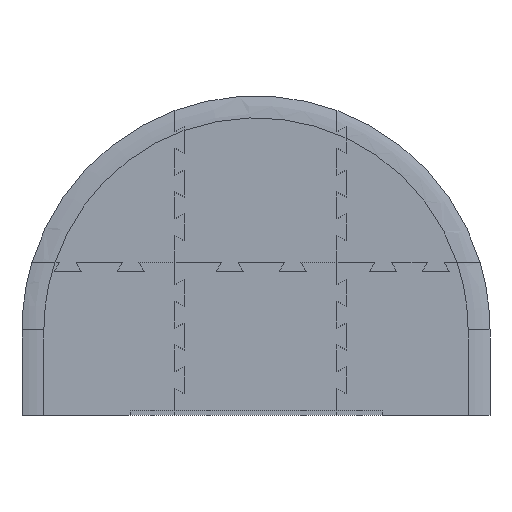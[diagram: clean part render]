
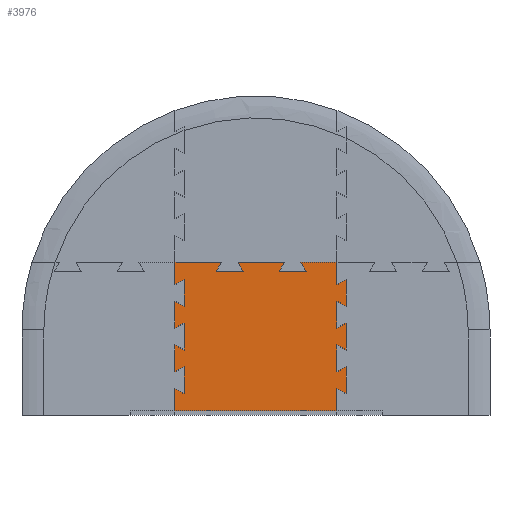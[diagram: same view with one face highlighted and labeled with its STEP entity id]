
A CAD part, top view. The second image highlights one B-rep face of the part: STEP entity #3976.
In plain terms, the highlighted planar face has unit normal (0, 0, 1).
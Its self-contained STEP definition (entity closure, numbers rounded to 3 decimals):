
#129=PLANE('',#4217);
#348=FACE_OUTER_BOUND('',#558,.T.);
#558=EDGE_LOOP('',(#3243,#3244,#3245,#3246,#3247,#3248,#3249,#3250,#3251,
#3252,#3253,#3254,#3255,#3256,#3257,#3258,#3259,#3260,#3261,#3262,#3263,
#3264,#3265,#3266,#3267,#3268,#3269,#3270,#3271,#3272,#3273,#3274,#3275,
#3276,#3277,#3278));
#825=LINE('',#5745,#1355);
#837=LINE('',#5770,#1367);
#840=LINE('',#5776,#1370);
#843=LINE('',#5782,#1373);
#846=LINE('',#5788,#1376);
#849=LINE('',#5794,#1379);
#852=LINE('',#5800,#1382);
#855=LINE('',#5806,#1385);
#858=LINE('',#5812,#1388);
#861=LINE('',#5818,#1391);
#864=LINE('',#5824,#1394);
#867=LINE('',#5830,#1397);
#870=LINE('',#5836,#1400);
#873=LINE('',#5842,#1403);
#876=LINE('',#5848,#1406);
#879=LINE('',#5854,#1409);
#882=LINE('',#5860,#1412);
#885=LINE('',#5866,#1415);
#888=LINE('',#5872,#1418);
#891=LINE('',#5878,#1421);
#894=LINE('',#5884,#1424);
#897=LINE('',#5890,#1427);
#900=LINE('',#5896,#1430);
#903=LINE('',#5902,#1433);
#906=LINE('',#5908,#1436);
#909=LINE('',#5914,#1439);
#912=LINE('',#5920,#1442);
#915=LINE('',#5926,#1445);
#918=LINE('',#5932,#1448);
#921=LINE('',#5938,#1451);
#924=LINE('',#5944,#1454);
#927=LINE('',#5950,#1457);
#930=LINE('',#5956,#1460);
#933=LINE('',#5962,#1463);
#936=LINE('',#5966,#1466);
#938=LINE('',#5969,#1468);
#1355=VECTOR('',#4668,10.);
#1367=VECTOR('',#4686,10.);
#1370=VECTOR('',#4691,10.);
#1373=VECTOR('',#4696,10.);
#1376=VECTOR('',#4701,10.);
#1379=VECTOR('',#4706,10.);
#1382=VECTOR('',#4711,10.);
#1385=VECTOR('',#4716,10.);
#1388=VECTOR('',#4721,10.);
#1391=VECTOR('',#4726,10.);
#1394=VECTOR('',#4731,10.);
#1397=VECTOR('',#4736,10.);
#1400=VECTOR('',#4741,10.);
#1403=VECTOR('',#4746,10.);
#1406=VECTOR('',#4751,10.);
#1409=VECTOR('',#4756,10.);
#1412=VECTOR('',#4761,10.);
#1415=VECTOR('',#4766,10.);
#1418=VECTOR('',#4771,10.);
#1421=VECTOR('',#4776,10.);
#1424=VECTOR('',#4781,10.);
#1427=VECTOR('',#4786,10.);
#1430=VECTOR('',#4791,10.);
#1433=VECTOR('',#4796,10.);
#1436=VECTOR('',#4801,10.);
#1439=VECTOR('',#4806,10.);
#1442=VECTOR('',#4811,10.);
#1445=VECTOR('',#4816,10.);
#1448=VECTOR('',#4821,10.);
#1451=VECTOR('',#4826,10.);
#1454=VECTOR('',#4831,10.);
#1457=VECTOR('',#4836,10.);
#1460=VECTOR('',#4841,10.);
#1463=VECTOR('',#4846,10.);
#1466=VECTOR('',#4851,10.);
#1468=VECTOR('',#4855,10.);
#1875=VERTEX_POINT('',#5743);
#1876=VERTEX_POINT('',#5744);
#1885=VERTEX_POINT('',#5767);
#1886=VERTEX_POINT('',#5769);
#1888=VERTEX_POINT('',#5775);
#1890=VERTEX_POINT('',#5781);
#1892=VERTEX_POINT('',#5787);
#1894=VERTEX_POINT('',#5793);
#1896=VERTEX_POINT('',#5799);
#1898=VERTEX_POINT('',#5805);
#1900=VERTEX_POINT('',#5811);
#1902=VERTEX_POINT('',#5817);
#1904=VERTEX_POINT('',#5823);
#1906=VERTEX_POINT('',#5829);
#1908=VERTEX_POINT('',#5835);
#1910=VERTEX_POINT('',#5841);
#1912=VERTEX_POINT('',#5847);
#1914=VERTEX_POINT('',#5853);
#1916=VERTEX_POINT('',#5859);
#1918=VERTEX_POINT('',#5865);
#1920=VERTEX_POINT('',#5871);
#1922=VERTEX_POINT('',#5877);
#1924=VERTEX_POINT('',#5883);
#1926=VERTEX_POINT('',#5889);
#1928=VERTEX_POINT('',#5895);
#1930=VERTEX_POINT('',#5901);
#1932=VERTEX_POINT('',#5907);
#1934=VERTEX_POINT('',#5913);
#1936=VERTEX_POINT('',#5919);
#1938=VERTEX_POINT('',#5925);
#1940=VERTEX_POINT('',#5931);
#1942=VERTEX_POINT('',#5937);
#1944=VERTEX_POINT('',#5943);
#1946=VERTEX_POINT('',#5949);
#1948=VERTEX_POINT('',#5955);
#1950=VERTEX_POINT('',#5961);
#2322=EDGE_CURVE('',#1875,#1876,#825,.T.);
#2334=EDGE_CURVE('',#1886,#1885,#837,.T.);
#2337=EDGE_CURVE('',#1888,#1886,#840,.T.);
#2340=EDGE_CURVE('',#1890,#1888,#843,.T.);
#2343=EDGE_CURVE('',#1892,#1890,#846,.T.);
#2346=EDGE_CURVE('',#1894,#1892,#849,.T.);
#2349=EDGE_CURVE('',#1896,#1894,#852,.T.);
#2352=EDGE_CURVE('',#1898,#1896,#855,.T.);
#2355=EDGE_CURVE('',#1900,#1898,#858,.T.);
#2358=EDGE_CURVE('',#1902,#1900,#861,.T.);
#2361=EDGE_CURVE('',#1904,#1902,#864,.T.);
#2364=EDGE_CURVE('',#1906,#1904,#867,.T.);
#2367=EDGE_CURVE('',#1908,#1906,#870,.T.);
#2370=EDGE_CURVE('',#1910,#1908,#873,.T.);
#2373=EDGE_CURVE('',#1912,#1910,#876,.T.);
#2376=EDGE_CURVE('',#1914,#1912,#879,.T.);
#2379=EDGE_CURVE('',#1916,#1914,#882,.T.);
#2382=EDGE_CURVE('',#1918,#1916,#885,.T.);
#2385=EDGE_CURVE('',#1920,#1918,#888,.T.);
#2388=EDGE_CURVE('',#1922,#1920,#891,.T.);
#2391=EDGE_CURVE('',#1924,#1922,#894,.T.);
#2394=EDGE_CURVE('',#1926,#1924,#897,.T.);
#2397=EDGE_CURVE('',#1928,#1926,#900,.T.);
#2400=EDGE_CURVE('',#1930,#1928,#903,.T.);
#2403=EDGE_CURVE('',#1932,#1930,#906,.T.);
#2406=EDGE_CURVE('',#1934,#1932,#909,.T.);
#2409=EDGE_CURVE('',#1936,#1934,#912,.T.);
#2412=EDGE_CURVE('',#1938,#1936,#915,.T.);
#2415=EDGE_CURVE('',#1940,#1938,#918,.T.);
#2418=EDGE_CURVE('',#1942,#1940,#921,.T.);
#2421=EDGE_CURVE('',#1944,#1942,#924,.T.);
#2424=EDGE_CURVE('',#1946,#1944,#927,.T.);
#2427=EDGE_CURVE('',#1948,#1946,#930,.T.);
#2430=EDGE_CURVE('',#1950,#1948,#933,.T.);
#2433=EDGE_CURVE('',#1876,#1950,#936,.T.);
#2435=EDGE_CURVE('',#1885,#1875,#938,.T.);
#3243=ORIENTED_EDGE('',*,*,#2435,.T.);
#3244=ORIENTED_EDGE('',*,*,#2322,.T.);
#3245=ORIENTED_EDGE('',*,*,#2433,.T.);
#3246=ORIENTED_EDGE('',*,*,#2430,.T.);
#3247=ORIENTED_EDGE('',*,*,#2427,.T.);
#3248=ORIENTED_EDGE('',*,*,#2424,.T.);
#3249=ORIENTED_EDGE('',*,*,#2421,.T.);
#3250=ORIENTED_EDGE('',*,*,#2418,.T.);
#3251=ORIENTED_EDGE('',*,*,#2415,.T.);
#3252=ORIENTED_EDGE('',*,*,#2412,.T.);
#3253=ORIENTED_EDGE('',*,*,#2409,.T.);
#3254=ORIENTED_EDGE('',*,*,#2406,.T.);
#3255=ORIENTED_EDGE('',*,*,#2403,.T.);
#3256=ORIENTED_EDGE('',*,*,#2400,.T.);
#3257=ORIENTED_EDGE('',*,*,#2397,.T.);
#3258=ORIENTED_EDGE('',*,*,#2394,.T.);
#3259=ORIENTED_EDGE('',*,*,#2391,.T.);
#3260=ORIENTED_EDGE('',*,*,#2388,.T.);
#3261=ORIENTED_EDGE('',*,*,#2385,.T.);
#3262=ORIENTED_EDGE('',*,*,#2382,.T.);
#3263=ORIENTED_EDGE('',*,*,#2379,.T.);
#3264=ORIENTED_EDGE('',*,*,#2376,.T.);
#3265=ORIENTED_EDGE('',*,*,#2373,.T.);
#3266=ORIENTED_EDGE('',*,*,#2370,.T.);
#3267=ORIENTED_EDGE('',*,*,#2367,.T.);
#3268=ORIENTED_EDGE('',*,*,#2364,.T.);
#3269=ORIENTED_EDGE('',*,*,#2361,.T.);
#3270=ORIENTED_EDGE('',*,*,#2358,.T.);
#3271=ORIENTED_EDGE('',*,*,#2355,.T.);
#3272=ORIENTED_EDGE('',*,*,#2352,.T.);
#3273=ORIENTED_EDGE('',*,*,#2349,.T.);
#3274=ORIENTED_EDGE('',*,*,#2346,.T.);
#3275=ORIENTED_EDGE('',*,*,#2343,.T.);
#3276=ORIENTED_EDGE('',*,*,#2340,.T.);
#3277=ORIENTED_EDGE('',*,*,#2337,.T.);
#3278=ORIENTED_EDGE('',*,*,#2334,.T.);
#3976=ADVANCED_FACE('',(#348),#129,.T.);
#4217=AXIS2_PLACEMENT_3D('',#5970,#4856,#4857);
#4668=DIRECTION('',(1.,0.,0.));
#4686=DIRECTION('',(-0.866,0.5,0.));
#4691=DIRECTION('',(0.,-1.,0.));
#4696=DIRECTION('',(0.866,0.5,0.));
#4701=DIRECTION('',(0.,-1.,0.));
#4706=DIRECTION('',(-0.866,0.5,0.));
#4711=DIRECTION('',(0.,-1.,0.));
#4716=DIRECTION('',(0.866,0.5,0.));
#4721=DIRECTION('',(0.,-1.,0.));
#4726=DIRECTION('',(-0.866,0.5,0.));
#4731=DIRECTION('',(0.,-1.,0.));
#4736=DIRECTION('',(0.866,0.5,0.));
#4741=DIRECTION('',(0.,-1.,0.));
#4746=DIRECTION('',(-1.,0.,0.));
#4751=DIRECTION('',(0.5,0.866,0.));
#4756=DIRECTION('',(-1.,0.,0.));
#4761=DIRECTION('',(0.5,-0.866,0.));
#4766=DIRECTION('',(-1.,0.,0.));
#4771=DIRECTION('',(0.5,0.866,0.));
#4776=DIRECTION('',(-1.,0.,0.));
#4781=DIRECTION('',(0.5,-0.866,0.));
#4786=DIRECTION('',(-1.,0.,0.));
#4791=DIRECTION('',(0.,1.,0.));
#4796=DIRECTION('',(-0.866,-0.5,0.));
#4801=DIRECTION('',(0.,1.,0.));
#4806=DIRECTION('',(0.866,-0.5,0.));
#4811=DIRECTION('',(0.,1.,0.));
#4816=DIRECTION('',(-0.866,-0.5,0.));
#4821=DIRECTION('',(0.,1.,0.));
#4826=DIRECTION('',(0.866,-0.5,0.));
#4831=DIRECTION('',(0.,1.,0.));
#4836=DIRECTION('',(-0.866,-0.5,0.));
#4841=DIRECTION('',(0.,1.,0.));
#4846=DIRECTION('',(0.866,-0.5,0.));
#4851=DIRECTION('',(0.,1.,0.));
#4855=DIRECTION('',(0.,-1.,0.));
#4856=DIRECTION('center_axis',(0.,0.,1.));
#4857=DIRECTION('ref_axis',(1.,0.,0.));
#5743=CARTESIAN_POINT('',(-350.,5.,3.));
#5744=CARTESIAN_POINT('',(-170.,5.,3.));
#5745=CARTESIAN_POINT('',(-350.,5.,3.));
#5767=CARTESIAN_POINT('',(-350.,30.,3.));
#5769=CARTESIAN_POINT('',(-340.,24.226,3.));
#5770=CARTESIAN_POINT('',(-350.,30.,3.));
#5775=CARTESIAN_POINT('',(-340.,54.226,3.));
#5776=CARTESIAN_POINT('',(-340.,24.226,3.));
#5781=CARTESIAN_POINT('',(-350.,48.453,3.));
#5782=CARTESIAN_POINT('',(-340.,54.226,3.));
#5787=CARTESIAN_POINT('',(-350.,78.453,3.));
#5788=CARTESIAN_POINT('',(-350.,0.,3.));
#5793=CARTESIAN_POINT('',(-340.,72.679,3.));
#5794=CARTESIAN_POINT('',(-350.,78.453,3.));
#5799=CARTESIAN_POINT('',(-340.,102.679,3.));
#5800=CARTESIAN_POINT('',(-340.,72.679,3.));
#5805=CARTESIAN_POINT('',(-350.,96.906,3.));
#5806=CARTESIAN_POINT('',(-340.,102.679,3.));
#5811=CARTESIAN_POINT('',(-350.,126.906,3.));
#5812=CARTESIAN_POINT('',(-350.,96.906,3.));
#5817=CARTESIAN_POINT('',(-340.,121.132,3.));
#5818=CARTESIAN_POINT('',(-350.,126.906,3.));
#5823=CARTESIAN_POINT('',(-340.,151.132,3.));
#5824=CARTESIAN_POINT('',(-340.,121.132,3.));
#5829=CARTESIAN_POINT('',(-350.,145.359,3.));
#5830=CARTESIAN_POINT('',(-340.,151.132,3.));
#5835=CARTESIAN_POINT('',(-350.,170.,3.));
#5836=CARTESIAN_POINT('',(-350.,0.,3.));
#5841=CARTESIAN_POINT('',(-298.453,170.,3.));
#5842=CARTESIAN_POINT('',(-298.453,170.,3.));
#5847=CARTESIAN_POINT('',(-304.226,160.,3.));
#5848=CARTESIAN_POINT('',(-304.226,160.,3.));
#5853=CARTESIAN_POINT('',(-274.226,160.,3.));
#5854=CARTESIAN_POINT('',(-274.226,160.,3.));
#5859=CARTESIAN_POINT('',(-280.,170.,3.));
#5860=CARTESIAN_POINT('',(-280.,170.,3.));
#5865=CARTESIAN_POINT('',(-228.453,170.,3.));
#5866=CARTESIAN_POINT('',(-228.453,170.,3.));
#5871=CARTESIAN_POINT('',(-234.226,160.,3.));
#5872=CARTESIAN_POINT('',(-234.226,160.,3.));
#5877=CARTESIAN_POINT('',(-204.226,160.,3.));
#5878=CARTESIAN_POINT('',(-204.226,160.,3.));
#5883=CARTESIAN_POINT('',(-210.,170.,3.));
#5884=CARTESIAN_POINT('',(-210.,170.,3.));
#5889=CARTESIAN_POINT('',(-170.,170.,3.));
#5890=CARTESIAN_POINT('',(-170.,170.,3.));
#5895=CARTESIAN_POINT('',(-170.,145.359,3.));
#5896=CARTESIAN_POINT('',(-170.,145.359,3.));
#5901=CARTESIAN_POINT('',(-160.,151.132,3.));
#5902=CARTESIAN_POINT('',(-160.,151.132,3.));
#5907=CARTESIAN_POINT('',(-160.,121.132,3.));
#5908=CARTESIAN_POINT('',(-160.,121.132,3.));
#5913=CARTESIAN_POINT('',(-170.,126.906,3.));
#5914=CARTESIAN_POINT('',(-170.,126.906,3.));
#5919=CARTESIAN_POINT('',(-170.,96.906,3.));
#5920=CARTESIAN_POINT('',(-170.,96.906,3.));
#5925=CARTESIAN_POINT('',(-160.,102.679,3.));
#5926=CARTESIAN_POINT('',(-160.,102.679,3.));
#5931=CARTESIAN_POINT('',(-160.,72.679,3.));
#5932=CARTESIAN_POINT('',(-160.,72.679,3.));
#5937=CARTESIAN_POINT('',(-170.,78.453,3.));
#5938=CARTESIAN_POINT('',(-170.,78.453,3.));
#5943=CARTESIAN_POINT('',(-170.,48.453,3.));
#5944=CARTESIAN_POINT('',(-170.,48.453,3.));
#5949=CARTESIAN_POINT('',(-160.,54.226,3.));
#5950=CARTESIAN_POINT('',(-160.,54.226,3.));
#5955=CARTESIAN_POINT('',(-160.,24.226,3.));
#5956=CARTESIAN_POINT('',(-160.,24.226,3.));
#5961=CARTESIAN_POINT('',(-170.,30.,3.));
#5962=CARTESIAN_POINT('',(-170.,30.,3.));
#5966=CARTESIAN_POINT('',(-170.,0.,3.));
#5969=CARTESIAN_POINT('',(-350.,0.,3.));
#5970=CARTESIAN_POINT('Origin',(-255.,87.5,3.));
